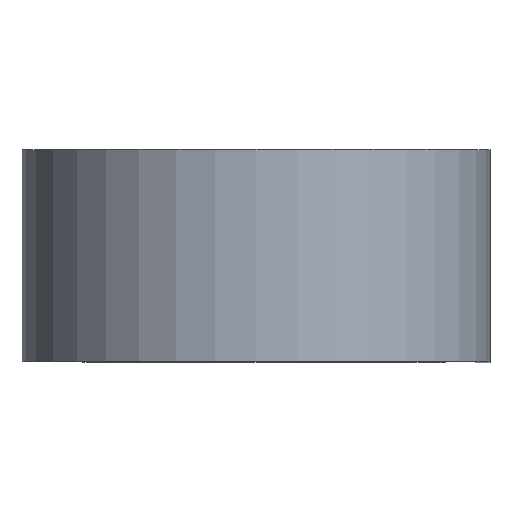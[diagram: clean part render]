
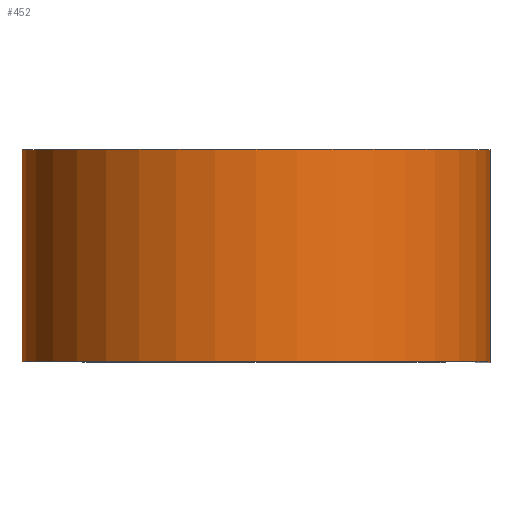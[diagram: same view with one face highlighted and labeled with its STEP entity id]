
A CAD part, top view. The second image highlights one B-rep face of the part: STEP entity #452.
In plain terms, the highlighted cylindrical face has radius 24.536 mm (diameter 49.073 mm), a partial arc.
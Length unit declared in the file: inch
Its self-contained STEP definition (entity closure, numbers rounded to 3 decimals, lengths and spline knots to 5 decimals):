
#33 = EDGE_CURVE ( 'NONE', #136, #354, #586, .T. ) ;
#36 = CARTESIAN_POINT ( 'NONE',  ( 0., 0.4375, 0. ) ) ;
#124 = DIRECTION ( 'NONE',  ( 0., -1., 0. ) ) ;
#136 = VERTEX_POINT ( 'NONE', #335 ) ;
#177 = CARTESIAN_POINT ( 'NONE',  ( 0., 0.4375, -0.966 ) ) ;
#180 = CARTESIAN_POINT ( 'NONE',  ( 0.966, 0.4375, 0. ) ) ;
#182 = DIRECTION ( 'NONE',  ( 0., -1., 0. ) ) ;
#192 = DIRECTION ( 'NONE',  ( 0., 0., -1. ) ) ;
#207 = EDGE_CURVE ( 'NONE', #369, #401, #456, .T. ) ;
#228 = EDGE_CURVE ( 'NONE', #354, #401, #432, .T. ) ;
#235 = AXIS2_PLACEMENT_3D ( 'NONE', #529, #533, #564 ) ;
#250 = EDGE_CURVE ( 'NONE', #136, #369, #417, .T. ) ;
#253 = AXIS2_PLACEMENT_3D ( 'NONE', #313, #324, #328 ) ;
#263 = CYLINDRICAL_SURFACE ( 'NONE', #414, 0.966 ) ;
#290 = FACE_OUTER_BOUND ( 'NONE', #372, .T. ) ;
#297 = CARTESIAN_POINT ( 'NONE',  ( 0.966, 0.4375, 0. ) ) ;
#313 = CARTESIAN_POINT ( 'NONE',  ( 0., -0.4375, 0. ) ) ;
#324 = DIRECTION ( 'NONE',  ( 0., 1., 0. ) ) ;
#328 = DIRECTION ( 'NONE',  ( 1., 0., 0. ) ) ;
#335 = CARTESIAN_POINT ( 'NONE',  ( 0., 0.4375, -0.966 ) ) ;
#354 = VERTEX_POINT ( 'NONE', #297 ) ;
#356 = CARTESIAN_POINT ( 'NONE',  ( 0., -0.4375, -0.966 ) ) ;
#369 = VERTEX_POINT ( 'NONE', #356 ) ;
#372 = EDGE_LOOP ( 'NONE', ( #487, #612, #592, #465 ) ) ;
#385 = CARTESIAN_POINT ( 'NONE',  ( 0.966, -0.4375, 0. ) ) ;
#390 = VECTOR ( 'NONE', #124, 39.37008 ) ;
#401 = VERTEX_POINT ( 'NONE', #385 ) ;
#414 = AXIS2_PLACEMENT_3D ( 'NONE', #36, #563, #192 ) ;
#417 = LINE ( 'NONE', #177, #390 ) ;
#429 = VECTOR ( 'NONE', #182, 39.37008 ) ;
#432 = LINE ( 'NONE', #180, #429 ) ;
#452 = ADVANCED_FACE ( 'NONE', ( #290 ), #263, .T. ) ;
#456 = CIRCLE ( 'NONE', #253, 0.966 ) ;
#465 = ORIENTED_EDGE ( 'NONE', *, *, #250, .T. ) ;
#487 = ORIENTED_EDGE ( 'NONE', *, *, #207, .T. ) ;
#529 = CARTESIAN_POINT ( 'NONE',  ( 0., 0.4375, 0. ) ) ;
#533 = DIRECTION ( 'NONE',  ( 0., 1., 0. ) ) ;
#563 = DIRECTION ( 'NONE',  ( 0., -1., 0. ) ) ;
#564 = DIRECTION ( 'NONE',  ( 1., 0., 0. ) ) ;
#586 = CIRCLE ( 'NONE', #235, 0.966 ) ;
#592 = ORIENTED_EDGE ( 'NONE', *, *, #33, .F. ) ;
#612 = ORIENTED_EDGE ( 'NONE', *, *, #228, .F. ) ;
